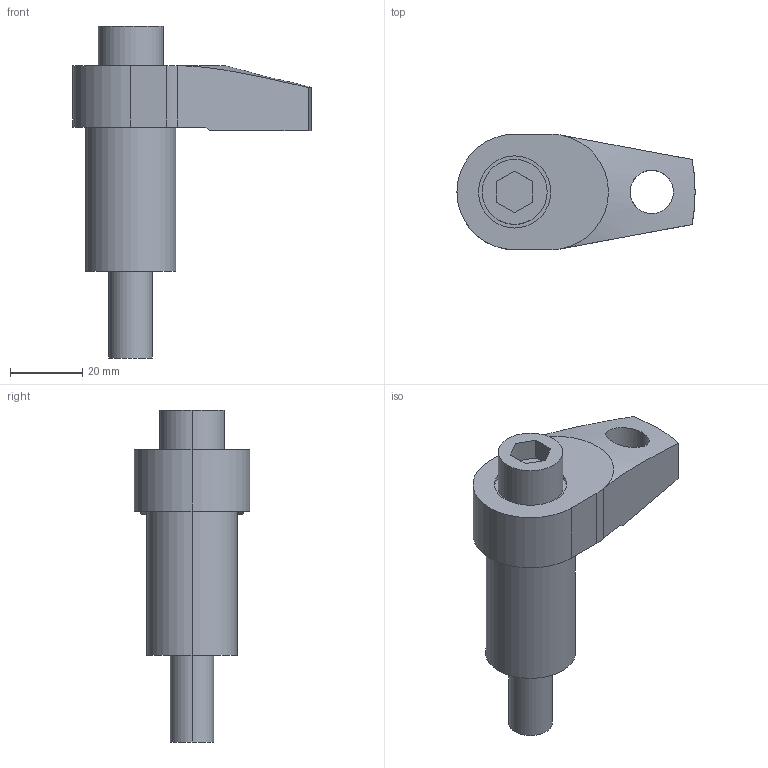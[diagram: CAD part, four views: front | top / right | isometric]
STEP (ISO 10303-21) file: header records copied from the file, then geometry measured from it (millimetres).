
FILE_DESCRIPTION (( 'STEP AP203' ), '1' );
FILE_NAME ('bj130-12150.STEP', '2021-10-25T01:08:48', ( '' ), ( '' ), 'SwSTEP 2.0', 'SolidWorks 2020', '' );
FILE_SCHEMA (( 'CONFIG_CONTROL_DESIGN' ));
Length unit declared in the file: millimetre
Products named in the file (3): bj130-12150_02; bj130-12150_01; bj130-12150
Assembly tree (2 placements, depth 2):
  bj130-12150
    bj130-12150_01
    bj130-12150_02
Bounding box: 66 x 32 x 92 mm (x, y, z)
Volume: 48837.9 mm3; surface area: 16223.9 mm2
Topology: 2 solids, 2 shells, 39 faces, 91 edges, 60 vertices
Faces by surface type: plane 19, cylinder 18, cone 2
Entity records: 1544 total; most frequent: CARTESIAN_POINT 318, DIRECTION 206, ORIENTED_EDGE 182, EDGE_CURVE 91, AXIS2_PLACEMENT_3D 79, VERTEX_POINT 60, VECTOR 48, LINE 48
